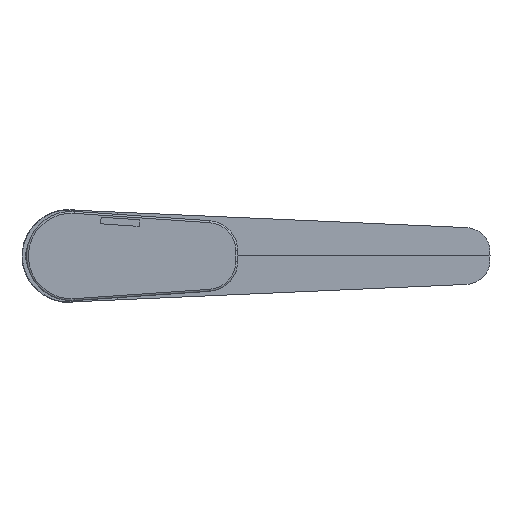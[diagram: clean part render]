
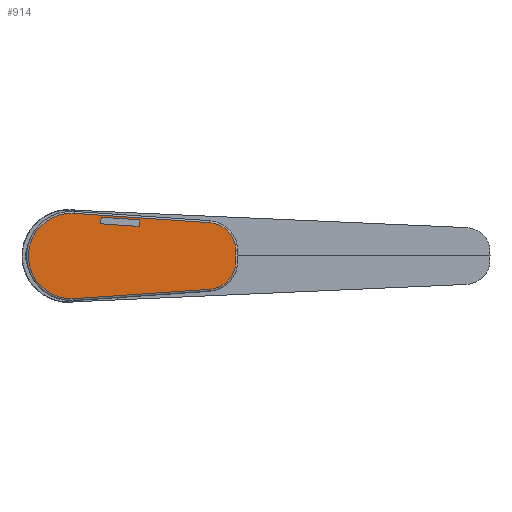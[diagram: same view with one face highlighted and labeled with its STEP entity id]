
A CAD part, front view. The second image highlights one B-rep face of the part: STEP entity #914.
In plain terms, the highlighted planar face has unit normal (0, -1, 0).
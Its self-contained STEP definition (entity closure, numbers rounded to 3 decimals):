
#132 = VECTOR ( 'NONE', #3271, 1000. ) ;
#189 = ORIENTED_EDGE ( 'NONE', *, *, #8041, .T. ) ;
#284 = VECTOR ( 'NONE', #9943, 1000. ) ;
#288 = VERTEX_POINT ( 'NONE', #9125 ) ;
#292 = CARTESIAN_POINT ( 'NONE',  ( 1.401, -297.75, 0. ) ) ;
#509 = EDGE_CURVE ( 'NONE', #12082, #11306, #7188, .T. ) ;
#534 = DIRECTION ( 'NONE',  ( 0., -1., 0. ) ) ;
#787 = CARTESIAN_POINT ( 'NONE',  ( 34.657, -297.75, -2.278 ) ) ;
#914 = ADVANCED_FACE ( 'NONE', ( #4343, #7664 ), #3766, .T. ) ;
#1117 = DIRECTION ( 'NONE',  ( 0., 0., 1. ) ) ;
#1228 = VECTOR ( 'NONE', #2293, 1000. ) ;
#1686 = CARTESIAN_POINT ( 'NONE',  ( 71.611, -297.75, -16.902 ) ) ;
#1781 = AXIS2_PLACEMENT_3D ( 'NONE', #292, #7040, #9305 ) ;
#1889 = CARTESIAN_POINT ( 'NONE',  ( 2.95, -297.75, -21.574 ) ) ;
#2100 = CARTESIAN_POINT ( 'NONE',  ( 2.95, -297.75, 0. ) ) ;
#2293 = DIRECTION ( 'NONE',  ( 0.068, 0., 0.998 ) ) ;
#2362 = CARTESIAN_POINT ( 'NONE',  ( 2.95, -297.75, 0. ) ) ;
#2370 = DIRECTION ( 'NONE',  ( 0., -1., 0. ) ) ;
#2557 = VERTEX_POINT ( 'NONE', #5087 ) ;
#2579 = LINE ( 'NONE', #2362, #132 ) ;
#2739 = LINE ( 'NONE', #7016, #284 ) ;
#2857 = ORIENTED_EDGE ( 'NONE', *, *, #5232, .T. ) ;
#2862 = CARTESIAN_POINT ( 'NONE',  ( 70.64, -297.75, -2.736 ) ) ;
#3163 = CARTESIAN_POINT ( 'NONE',  ( 15.202, -297.75, -0.945 ) ) ;
#3271 = DIRECTION ( 'NONE',  ( 0., 0., -1. ) ) ;
#3282 = ORIENTED_EDGE ( 'NONE', *, *, #7645, .T. ) ;
#3529 = CARTESIAN_POINT ( 'NONE',  ( 2.814, -297.75, 20.613 ) ) ;
#3695 = LINE ( 'NONE', #787, #4424 ) ;
#3766 = PLANE ( 'NONE',  #1781 ) ;
#3846 = EDGE_CURVE ( 'NONE', #10717, #4576, #6092, .T. ) ;
#4152 = EDGE_CURVE ( 'NONE', #4225, #10717, #4761, .T. ) ;
#4225 = VERTEX_POINT ( 'NONE', #12456 ) ;
#4343 = FACE_OUTER_BOUND ( 'NONE', #5533, .T. ) ;
#4366 = VERTEX_POINT ( 'NONE', #1686 ) ;
#4424 = VECTOR ( 'NONE', #10281, 1000. ) ;
#4454 = LINE ( 'NONE', #5093, #7762 ) ;
#4576 = VERTEX_POINT ( 'NONE', #7091 ) ;
#4581 = CIRCLE ( 'NONE', #10480, 14.2 ) ;
#4648 = ORIENTED_EDGE ( 'NONE', *, *, #5564, .T. ) ;
#4745 = VECTOR ( 'NONE', #12443, 1000. ) ;
#4761 = LINE ( 'NONE', #6682, #10199 ) ;
#4868 = VECTOR ( 'NONE', #5464, 1000. ) ;
#5087 = CARTESIAN_POINT ( 'NONE',  ( 2.95, -297.75, 21.606 ) ) ;
#5093 = CARTESIAN_POINT ( 'NONE',  ( 2.882, -297.75, 21.611 ) ) ;
#5232 = EDGE_CURVE ( 'NONE', #4576, #2557, #4454, .T. ) ;
#5388 = CARTESIAN_POINT ( 'NONE',  ( 1.401, -297.75, 0. ) ) ;
#5463 = LINE ( 'NONE', #3163, #1228 ) ;
#5464 = DIRECTION ( 'NONE',  ( 0.998, 0., -0.068 ) ) ;
#5533 = EDGE_LOOP ( 'NONE', ( #9516, #2857, #8711, #5744, #10980, #11502, #3282, #9846 ) ) ;
#5564 = EDGE_CURVE ( 'NONE', #11513, #11715, #7294, .T. ) ;
#5608 = LINE ( 'NONE', #2100, #9706 ) ;
#5658 = CARTESIAN_POINT ( 'NONE',  ( 2.585, -297.75, 17.273 ) ) ;
#5743 = AXIS2_PLACEMENT_3D ( 'NONE', #5388, #2370, #9261 ) ;
#5744 = ORIENTED_EDGE ( 'NONE', *, *, #509, .T. ) ;
#6092 = CIRCLE ( 'NONE', #7034, 14.2 ) ;
#6682 = CARTESIAN_POINT ( 'NONE',  ( 84.84, -297.75, 2.736 ) ) ;
#6956 = CARTESIAN_POINT ( 'NONE',  ( 35.84, -297.75, 14.995 ) ) ;
#7016 = CARTESIAN_POINT ( 'NONE',  ( 71.611, -297.75, -16.902 ) ) ;
#7034 = AXIS2_PLACEMENT_3D ( 'NONE', #11173, #534, #7285 ) ;
#7040 = DIRECTION ( 'NONE',  ( 0., -1., 0. ) ) ;
#7091 = CARTESIAN_POINT ( 'NONE',  ( 71.611, -297.75, 16.902 ) ) ;
#7188 = CIRCLE ( 'NONE', #5743, 21.629 ) ;
#7285 = DIRECTION ( 'NONE',  ( 0., 0., 1. ) ) ;
#7294 = LINE ( 'NONE', #5658, #4745 ) ;
#7645 = EDGE_CURVE ( 'NONE', #4366, #4225, #4581, .T. ) ;
#7664 = FACE_BOUND ( 'NONE', #9436, .T. ) ;
#7762 = VECTOR ( 'NONE', #11262, 1000. ) ;
#7916 = CARTESIAN_POINT ( 'NONE',  ( 16.386, -297.75, 16.328 ) ) ;
#7925 = DIRECTION ( 'NONE',  ( 0., 0., -1. ) ) ;
#8041 = EDGE_CURVE ( 'NONE', #11715, #11206, #5463, .T. ) ;
#8124 = CARTESIAN_POINT ( 'NONE',  ( 2.95, -297.75, 21.574 ) ) ;
#8440 = VERTEX_POINT ( 'NONE', #9571 ) ;
#8684 = CARTESIAN_POINT ( 'NONE',  ( 16.615, -297.75, 19.668 ) ) ;
#8711 = ORIENTED_EDGE ( 'NONE', *, *, #9863, .T. ) ;
#8957 = DIRECTION ( 'NONE',  ( 0., 0., 1. ) ) ;
#9125 = CARTESIAN_POINT ( 'NONE',  ( 36.069, -297.75, 18.335 ) ) ;
#9147 = EDGE_CURVE ( 'NONE', #288, #11513, #3695, .T. ) ;
#9261 = DIRECTION ( 'NONE',  ( 0., 0., 1. ) ) ;
#9305 = DIRECTION ( 'NONE',  ( 0., 0., 1. ) ) ;
#9436 = EDGE_LOOP ( 'NONE', ( #11628, #10558, #4648, #189 ) ) ;
#9516 = ORIENTED_EDGE ( 'NONE', *, *, #3846, .T. ) ;
#9571 = CARTESIAN_POINT ( 'NONE',  ( 2.95, -297.75, -21.606 ) ) ;
#9706 = VECTOR ( 'NONE', #7925, 1000. ) ;
#9846 = ORIENTED_EDGE ( 'NONE', *, *, #4152, .T. ) ;
#9863 = EDGE_CURVE ( 'NONE', #2557, #12082, #5608, .T. ) ;
#9943 = DIRECTION ( 'NONE',  ( 0.998, 0., 0.068 ) ) ;
#10199 = VECTOR ( 'NONE', #1117, 1000. ) ;
#10231 = EDGE_CURVE ( 'NONE', #11206, #288, #12126, .T. ) ;
#10281 = DIRECTION ( 'NONE',  ( -0.068, 0., -0.998 ) ) ;
#10291 = CARTESIAN_POINT ( 'NONE',  ( 84.84, -297.75, 2.736 ) ) ;
#10480 = AXIS2_PLACEMENT_3D ( 'NONE', #2862, #11706, #8957 ) ;
#10558 = ORIENTED_EDGE ( 'NONE', *, *, #9147, .T. ) ;
#10717 = VERTEX_POINT ( 'NONE', #10291 ) ;
#10980 = ORIENTED_EDGE ( 'NONE', *, *, #12015, .T. ) ;
#11173 = CARTESIAN_POINT ( 'NONE',  ( 70.64, -297.75, 2.736 ) ) ;
#11206 = VERTEX_POINT ( 'NONE', #8684 ) ;
#11262 = DIRECTION ( 'NONE',  ( -0.998, 0., 0.068 ) ) ;
#11306 = VERTEX_POINT ( 'NONE', #1889 ) ;
#11502 = ORIENTED_EDGE ( 'NONE', *, *, #12423, .T. ) ;
#11513 = VERTEX_POINT ( 'NONE', #6956 ) ;
#11628 = ORIENTED_EDGE ( 'NONE', *, *, #10231, .T. ) ;
#11706 = DIRECTION ( 'NONE',  ( 0., -1., 0. ) ) ;
#11715 = VERTEX_POINT ( 'NONE', #7916 ) ;
#12015 = EDGE_CURVE ( 'NONE', #11306, #8440, #2579, .T. ) ;
#12082 = VERTEX_POINT ( 'NONE', #8124 ) ;
#12126 = LINE ( 'NONE', #3529, #4868 ) ;
#12423 = EDGE_CURVE ( 'NONE', #8440, #4366, #2739, .T. ) ;
#12443 = DIRECTION ( 'NONE',  ( -0.998, 0., 0.068 ) ) ;
#12456 = CARTESIAN_POINT ( 'NONE',  ( 84.84, -297.75, -2.736 ) ) ;
